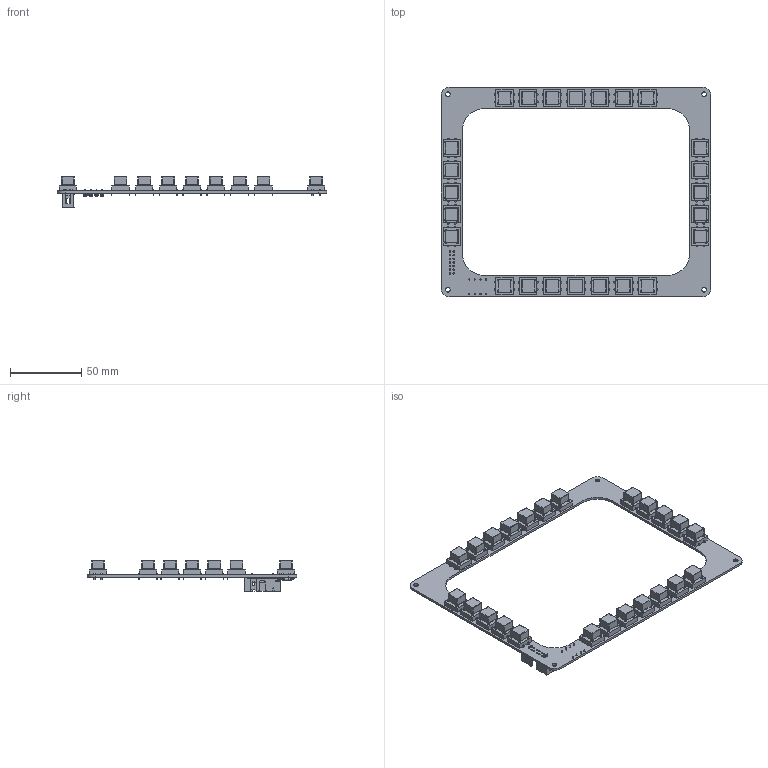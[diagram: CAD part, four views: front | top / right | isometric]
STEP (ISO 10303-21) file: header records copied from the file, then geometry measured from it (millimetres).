
FILE_DESCRIPTION(('KiCad electronic assembly'),'2;1');
FILE_NAME('mfd-pcb.step','2021-01-20T16:47:44',('An Author'),( 'A Company'),'Open CASCADE STEP processor 6.9', 'KiCad to STEP converter','Unknown');
FILE_SCHEMA(('AUTOMOTIVE_DESIGN { 1 0 10303 214 1 1 1 1 }'));
Length unit declared in the file: millimetre
Products named in the file (8): Open CASCADE STEP translator 6.9 1; b3f-4055_v2; COMPOUND; 2514-6002-XX_STEP; SOLID; R_Axial_DIN0207_L6.3mm_D2.5mm_P10.16mm_Horizontal
Assembly tree (33 placements, depth 3):
  Open CASCADE STEP translator 6.9 1
    b3f-4055_v2  x24
      COMPOUND
    2514-6002-XX_STEP
      SOLID
    R_Axial_DIN0207_L6.3mm_D2.5mm_P10.16mm_Horizontal  x4
      SOLID
    COMPOUND
Bounding box: 189.2 x 146.73 x 21.6 mm (x, y, z)
Volume: 38237.6 mm3; surface area: 49626.3 mm2
Topology: 78 solids, 78 shells, 2843 faces, 6867 edges, 4568 vertices
Faces by surface type: plane 2174, cylinder 636, extrusion 17, torus 16
Full cylindrical faces by diameter (mm): 0.6 x16, 0.8 x8, 1 x14, 1.25 x96, 1.6 x144, 1.8 x24, 1.85 x48, 2.25 x4, 2.5 x8, 3.2 x4, 7.1 x48
Entity records: 40284 total; most frequent: CARTESIAN_POINT 8871, DIRECTION 5635, VECTOR 3252, LINE 3235, ORIENTED_EDGE 2946, PCURVE 2946, DEFINITIONAL_REPRESENTATION 2946, EDGE_CURVE 1473
